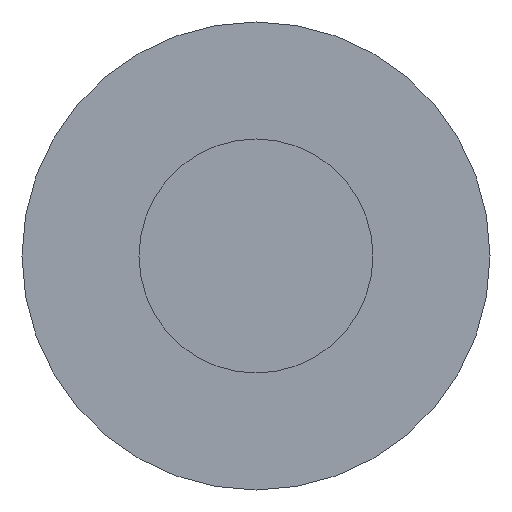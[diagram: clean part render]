
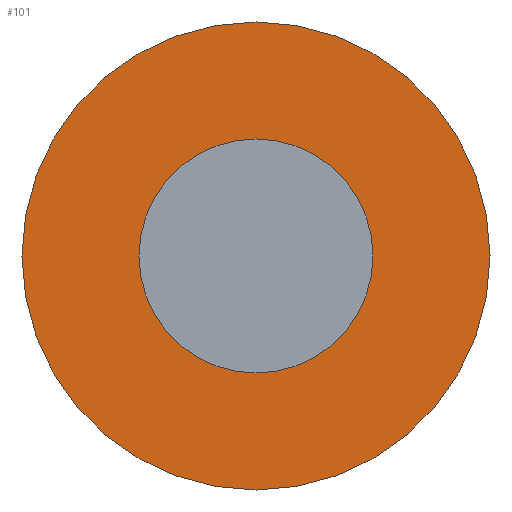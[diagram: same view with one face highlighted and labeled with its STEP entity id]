
A CAD part, front view. The second image highlights one B-rep face of the part: STEP entity #101.
In plain terms, the highlighted planar face has unit normal (0, -1, 0).
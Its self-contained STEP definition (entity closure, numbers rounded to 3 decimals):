
#27 = DIRECTION ( 'NONE',  ( 0., 0., 1. ) ) ;
#28 = DIRECTION ( 'NONE',  ( 0., 1., 0. ) ) ;
#29 = CARTESIAN_POINT ( 'NONE',  ( 0., 5., 0. ) ) ;
#37 = DIRECTION ( 'NONE',  ( 0., 0., 1. ) ) ;
#38 = DIRECTION ( 'NONE',  ( 0., 1., 0. ) ) ;
#39 = CARTESIAN_POINT ( 'NONE',  ( 0., 5., 0. ) ) ;
#46 = DIRECTION ( 'NONE',  ( 0., 0., 1. ) ) ;
#48 = DIRECTION ( 'NONE',  ( 0., 1., 0. ) ) ;
#49 = CARTESIAN_POINT ( 'NONE',  ( 0., 5., 0. ) ) ;
#63 = DIRECTION ( 'NONE',  ( 0., 0., 1. ) ) ;
#66 = DIRECTION ( 'NONE',  ( 0., 1., 0. ) ) ;
#67 = CARTESIAN_POINT ( 'NONE',  ( 0., 5., 0. ) ) ;
#74 = CARTESIAN_POINT ( 'NONE',  ( 0., 5., 1.75 ) ) ;
#77 = CARTESIAN_POINT ( 'NONE',  ( 0., 5., -3.5 ) ) ;
#80 = CARTESIAN_POINT ( 'NONE',  ( 0., 5., -1.75 ) ) ;
#83 = CARTESIAN_POINT ( 'NONE',  ( 0., 5., 3.5 ) ) ;
#88 = DIRECTION ( 'NONE',  ( 0., 0., 1. ) ) ;
#90 = PLANE ( 'NONE',  #199 ) ;
#92 = CARTESIAN_POINT ( 'NONE',  ( 0., 5., 0. ) ) ;
#95 = DIRECTION ( 'NONE',  ( 0., 1., 0. ) ) ;
#101 = ADVANCED_FACE ( 'NONE', ( #130, #116 ), #90, .F. ) ;
#106 = CIRCLE ( 'NONE', #200, 3.5 ) ;
#115 = CIRCLE ( 'NONE', #195, 1.75 ) ;
#116 = FACE_BOUND ( 'NONE', #147, .T. ) ;
#130 = FACE_OUTER_BOUND ( 'NONE', #146, .T. ) ;
#138 = VERTEX_POINT ( 'NONE', #83 ) ;
#140 = VERTEX_POINT ( 'NONE', #77 ) ;
#143 = VERTEX_POINT ( 'NONE', #80 ) ;
#146 = EDGE_LOOP ( 'NONE', ( #174, #175 ) ) ;
#147 = EDGE_LOOP ( 'NONE', ( #177, #178 ) ) ;
#154 = VERTEX_POINT ( 'NONE', #74 ) ;
#162 = CIRCLE ( 'NONE', #193, 3.5 ) ;
#165 = CIRCLE ( 'NONE', #191, 1.75 ) ;
#174 = ORIENTED_EDGE ( 'NONE', *, *, #210, .F. ) ;
#175 = ORIENTED_EDGE ( 'NONE', *, *, #216, .F. ) ;
#177 = ORIENTED_EDGE ( 'NONE', *, *, #218, .T. ) ;
#178 = ORIENTED_EDGE ( 'NONE', *, *, #213, .T. ) ;
#191 = AXIS2_PLACEMENT_3D ( 'NONE', #29, #28, #27 ) ;
#193 = AXIS2_PLACEMENT_3D ( 'NONE', #39, #38, #37 ) ;
#195 = AXIS2_PLACEMENT_3D ( 'NONE', #49, #48, #46 ) ;
#199 = AXIS2_PLACEMENT_3D ( 'NONE', #92, #95, #88 ) ;
#200 = AXIS2_PLACEMENT_3D ( 'NONE', #67, #66, #63 ) ;
#210 = EDGE_CURVE ( 'NONE', #140, #138, #106, .T. ) ;
#213 = EDGE_CURVE ( 'NONE', #154, #143, #115, .T. ) ;
#216 = EDGE_CURVE ( 'NONE', #138, #140, #162, .T. ) ;
#218 = EDGE_CURVE ( 'NONE', #143, #154, #165, .T. ) ;
